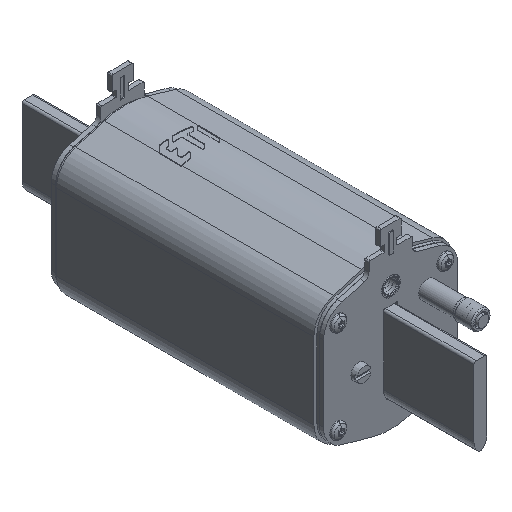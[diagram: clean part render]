
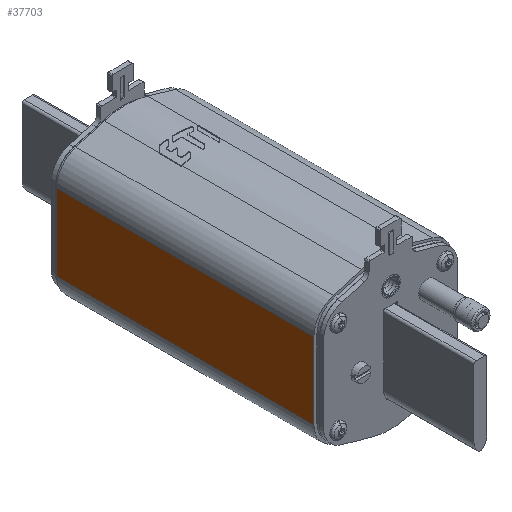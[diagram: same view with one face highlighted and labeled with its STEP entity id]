
A CAD part, isometric view. The second image highlights one B-rep face of the part: STEP entity #37703.
In plain terms, the highlighted face is planar.
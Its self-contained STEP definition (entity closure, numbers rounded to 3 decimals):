
#34267=DIRECTION('',(1.,0.,0.));
#34268=VECTOR('',#34267,119.);
#34269=CARTESIAN_POINT('',(-59.5,-32.,-17.676));
#34270=LINE('',#34269,#34268);
#34281=DIRECTION('',(0.,0.,1.));
#34282=VECTOR('',#34281,35.351);
#34283=CARTESIAN_POINT('',(-59.5,-32.,-17.676));
#34284=LINE('',#34283,#34282);
#34295=DIRECTION('',(-1.,0.,0.));
#34296=VECTOR('',#34295,119.);
#34297=CARTESIAN_POINT('',(59.5,-32.,17.676));
#34298=LINE('',#34297,#34296);
#35111=DIRECTION('',(0.,0.,1.));
#35112=VECTOR('',#35111,35.351);
#35113=CARTESIAN_POINT('',(59.5,-32.,-17.676));
#35114=LINE('',#35113,#35112);
#37199=CARTESIAN_POINT('',(-59.5,-32.,-17.676));
#37201=VERTEX_POINT('',#37199);
#37221=CARTESIAN_POINT('',(-59.5,-32.,17.676));
#37222=VERTEX_POINT('',#37221);
#37239=CARTESIAN_POINT('',(59.5,-32.,-17.676));
#37240=VERTEX_POINT('',#37239);
#37243=CARTESIAN_POINT('',(59.5,-32.,17.676));
#37244=VERTEX_POINT('',#37243);
#37690=CARTESIAN_POINT('',(-59.5,-32.,17.676));
#37691=DIRECTION('',(0.,-1.,0.));
#37692=DIRECTION('',(0.,0.,-1.));
#37693=AXIS2_PLACEMENT_3D('',#37690,#37691,#37692);
#37694=PLANE('',#37693);
#37695=ORIENTED_EDGE('',*,*,#37640,.T.);
#37697=ORIENTED_EDGE('',*,*,#37696,.F.);
#37699=ORIENTED_EDGE('',*,*,#37698,.F.);
#37700=ORIENTED_EDGE('',*,*,#37681,.F.);
#37701=EDGE_LOOP('',(#37695,#37697,#37699,#37700));
#37702=FACE_OUTER_BOUND('',#37701,.F.);
#37640=EDGE_CURVE('',#37201,#37222,#34284,.T.);
#37681=EDGE_CURVE('',#37201,#37240,#34270,.T.);
#37696=EDGE_CURVE('',#37244,#37222,#34298,.T.);
#37698=EDGE_CURVE('',#37240,#37244,#35114,.T.);
#37703=ADVANCED_FACE('',(#37702),#37694,.T.);
